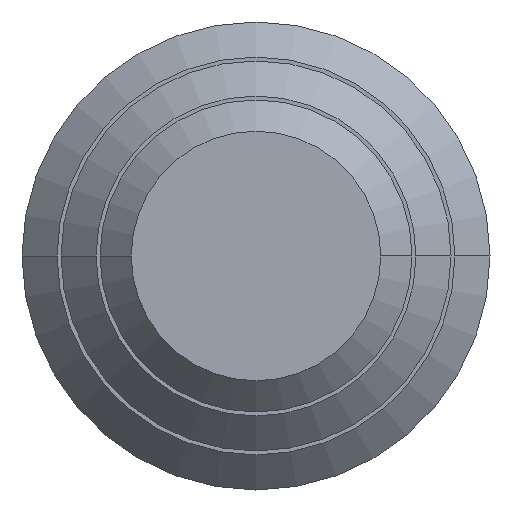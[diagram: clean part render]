
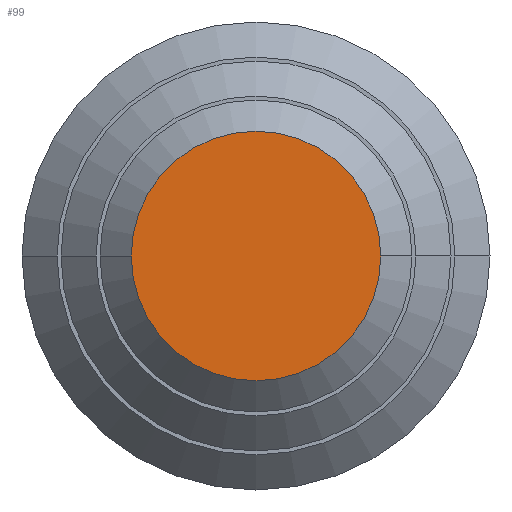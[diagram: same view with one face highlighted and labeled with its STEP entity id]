
A CAD part, left-side view. The second image highlights one B-rep face of the part: STEP entity #99.
In plain terms, the highlighted planar face has unit normal (-1, 0, 0).
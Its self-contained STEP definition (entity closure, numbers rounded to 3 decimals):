
#14 = VERTEX_POINT ( 'NONE', #768 ) ;
#62 = DIRECTION ( 'NONE',  ( 0., 1., 0. ) ) ;
#99 = ADVANCED_FACE ( 'NONE', ( #593 ), #652, .F. ) ;
#119 = CIRCLE ( 'NONE', #718, 3.2 ) ;
#124 = EDGE_CURVE ( 'NONE', #14, #360, #119, .T. ) ;
#126 = DIRECTION ( 'NONE',  ( -1., 0., 0. ) ) ;
#133 = AXIS2_PLACEMENT_3D ( 'NONE', #516, #772, #523 ) ;
#256 = EDGE_CURVE ( 'NONE', #360, #14, #420, .T. ) ;
#360 = VERTEX_POINT ( 'NONE', #609 ) ;
#417 = ORIENTED_EDGE ( 'NONE', *, *, #256, .T. ) ;
#420 = CIRCLE ( 'NONE', #133, 3.2 ) ;
#427 = ORIENTED_EDGE ( 'NONE', *, *, #124, .T. ) ;
#440 = EDGE_LOOP ( 'NONE', ( #427, #417 ) ) ;
#487 = DIRECTION ( 'NONE',  ( 0., -1., 0. ) ) ;
#516 = CARTESIAN_POINT ( 'NONE',  ( -250., 0., 0. ) ) ;
#523 = DIRECTION ( 'NONE',  ( 0., -1., 0. ) ) ;
#548 = CARTESIAN_POINT ( 'NONE',  ( -250., 0., 0. ) ) ;
#593 = FACE_OUTER_BOUND ( 'NONE', #440, .T. ) ;
#609 = CARTESIAN_POINT ( 'NONE',  ( -250., -3.2, 0. ) ) ;
#652 = PLANE ( 'NONE',  #763 ) ;
#668 = CARTESIAN_POINT ( 'NONE',  ( -250., 0., 0. ) ) ;
#718 = AXIS2_PLACEMENT_3D ( 'NONE', #668, #126, #487 ) ;
#729 = DIRECTION ( 'NONE',  ( 1., 0., 0. ) ) ;
#763 = AXIS2_PLACEMENT_3D ( 'NONE', #548, #729, #62 ) ;
#768 = CARTESIAN_POINT ( 'NONE',  ( -250., 3.2, 0. ) ) ;
#772 = DIRECTION ( 'NONE',  ( -1., 0., 0. ) ) ;
